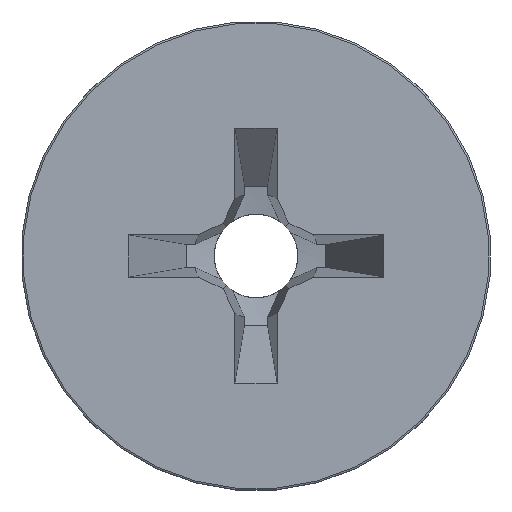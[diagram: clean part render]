
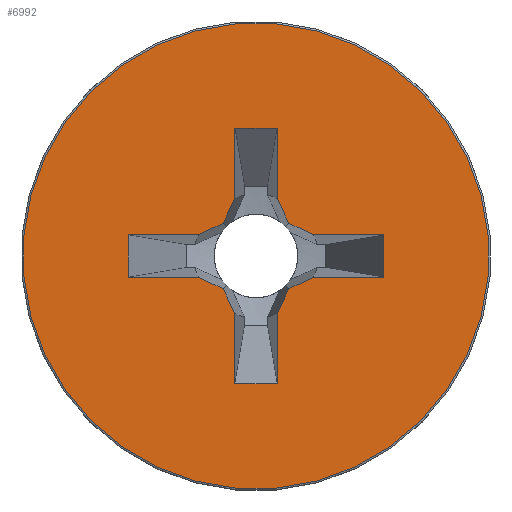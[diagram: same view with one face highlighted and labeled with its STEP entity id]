
A CAD part, left-side view. The second image highlights one B-rep face of the part: STEP entity #6992.
In plain terms, the highlighted planar face has unit normal (-1, 0, 0).
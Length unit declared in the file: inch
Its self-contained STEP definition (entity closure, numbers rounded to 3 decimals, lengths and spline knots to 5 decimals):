
#3776=CARTESIAN_POINT('',(0.,0.,0.));
#3777=DIRECTION('',(-1.,0.,0.));
#3778=DIRECTION('',(0.,1.,0.));
#3779=AXIS2_PLACEMENT_3D('',#3776,#3777,#3778);
#3781=CARTESIAN_POINT('',(0.,0.,0.));
#3782=DIRECTION('',(1.,0.,0.));
#3783=DIRECTION('',(0.,1.,0.));
#3784=AXIS2_PLACEMENT_3D('',#3781,#3782,#3783);
#3786=DIRECTION('',(0.,-0.707,-0.707));
#3787=VECTOR('',#3786,0.01833);
#3788=CARTESIAN_POINT('',(0.,0.04537,-0.03241));
#3789=LINE('',#3788,#3787);
#3790=DIRECTION('',(0.,0.707,-0.707));
#3791=VECTOR('',#3790,0.03028);
#3792=CARTESIAN_POINT('',(0.,0.011,-0.02396));
#3793=LINE('',#3792,#3791);
#3794=DIRECTION('',(0.,0.94,-0.342));
#3795=VECTOR('',#3794,0.01171);
#3796=CARTESIAN_POINT('',(0.,0.,-0.01996));
#3797=LINE('',#3796,#3795);
#3798=DIRECTION('',(0.,0.94,0.342));
#3799=VECTOR('',#3798,0.01171);
#3800=CARTESIAN_POINT('',(0.,-0.011,-0.02396));
#3801=LINE('',#3800,#3799);
#3802=DIRECTION('',(0.,-0.707,-0.707));
#3803=VECTOR('',#3802,0.03028);
#3804=CARTESIAN_POINT('',(0.,-0.011,-0.02396));
#3805=LINE('',#3804,#3803);
#3806=DIRECTION('',(0.,0.707,-0.707));
#3807=VECTOR('',#3806,0.01833);
#3808=CARTESIAN_POINT('',(0.,-0.04537,-0.03241));
#3809=LINE('',#3808,#3807);
#3810=DIRECTION('',(0.,-0.707,-0.707));
#3811=VECTOR('',#3810,0.03028);
#3812=CARTESIAN_POINT('',(0.,-0.02396,-0.011));
#3813=LINE('',#3812,#3811);
#3814=DIRECTION('',(0.,-0.342,-0.94));
#3815=VECTOR('',#3814,0.01171);
#3816=CARTESIAN_POINT('',(0.,-0.01996,0.));
#3817=LINE('',#3816,#3815);
#3818=DIRECTION('',(0.,0.342,-0.94));
#3819=VECTOR('',#3818,0.01171);
#3820=CARTESIAN_POINT('',(0.,-0.02396,0.011));
#3821=LINE('',#3820,#3819);
#3822=DIRECTION('',(0.,0.707,-0.707));
#3823=VECTOR('',#3822,0.03028);
#3824=CARTESIAN_POINT('',(0.,-0.04537,0.03241));
#3825=LINE('',#3824,#3823);
#3826=DIRECTION('',(0.,-0.707,-0.707));
#3827=VECTOR('',#3826,0.01833);
#3828=CARTESIAN_POINT('',(0.,-0.03241,0.04537));
#3829=LINE('',#3828,#3827);
#3830=DIRECTION('',(0.,0.707,-0.707));
#3831=VECTOR('',#3830,0.03028);
#3832=CARTESIAN_POINT('',(0.,-0.03241,0.04537));
#3833=LINE('',#3832,#3831);
#3834=DIRECTION('',(0.,-0.94,0.342));
#3835=VECTOR('',#3834,0.01171);
#3836=CARTESIAN_POINT('',(0.,0.,0.01996));
#3837=LINE('',#3836,#3835);
#3838=DIRECTION('',(0.,-0.94,-0.342));
#3839=VECTOR('',#3838,0.01171);
#3840=CARTESIAN_POINT('',(0.,0.011,0.02396));
#3841=LINE('',#3840,#3839);
#3842=DIRECTION('',(0.,-0.707,-0.707));
#3843=VECTOR('',#3842,0.03028);
#3844=CARTESIAN_POINT('',(0.,0.03241,0.04537));
#3845=LINE('',#3844,#3843);
#3846=DIRECTION('',(0.,0.707,-0.707));
#3847=VECTOR('',#3846,0.01833);
#3848=CARTESIAN_POINT('',(0.,0.03241,0.04537));
#3849=LINE('',#3848,#3847);
#3850=DIRECTION('',(0.,-0.707,-0.707));
#3851=VECTOR('',#3850,0.03028);
#3852=CARTESIAN_POINT('',(0.,0.04537,0.03241));
#3853=LINE('',#3852,#3851);
#3854=DIRECTION('',(0.,0.342,0.94));
#3855=VECTOR('',#3854,0.01171);
#3856=CARTESIAN_POINT('',(0.,0.01996,0.));
#3857=LINE('',#3856,#3855);
#3858=DIRECTION('',(0.,-0.342,0.94));
#3859=VECTOR('',#3858,0.01171);
#3860=CARTESIAN_POINT('',(0.,0.02396,-0.011));
#3861=LINE('',#3860,#3859);
#3862=DIRECTION('',(0.,0.707,-0.707));
#3863=VECTOR('',#3862,0.03028);
#3864=CARTESIAN_POINT('',(0.,0.02396,-0.011));
#3865=LINE('',#3864,#3863);
#5382=CARTESIAN_POINT('',(0.,0.04537,-0.03241));
#5383=CARTESIAN_POINT('',(0.,0.03241,-0.04537));
#5384=VERTEX_POINT('',#5382);
#5385=VERTEX_POINT('',#5383);
#5386=CARTESIAN_POINT('',(0.,0.02396,-0.011));
#5387=VERTEX_POINT('',#5386);
#5388=CARTESIAN_POINT('',(0.,0.01996,0.));
#5389=VERTEX_POINT('',#5388);
#5390=CARTESIAN_POINT('',(0.,0.02396,0.011));
#5391=VERTEX_POINT('',#5390);
#5392=CARTESIAN_POINT('',(0.,0.04537,0.03241));
#5393=VERTEX_POINT('',#5392);
#5394=CARTESIAN_POINT('',(0.,0.03241,0.04537));
#5395=VERTEX_POINT('',#5394);
#5396=CARTESIAN_POINT('',(0.,0.011,0.02396));
#5397=VERTEX_POINT('',#5396);
#5398=CARTESIAN_POINT('',(0.,0.,0.01996));
#5399=VERTEX_POINT('',#5398);
#5400=CARTESIAN_POINT('',(0.,-0.011,0.02396));
#5401=VERTEX_POINT('',#5400);
#5402=CARTESIAN_POINT('',(0.,-0.03241,0.04537));
#5403=VERTEX_POINT('',#5402);
#5404=CARTESIAN_POINT('',(0.,-0.04537,0.03241));
#5405=VERTEX_POINT('',#5404);
#5406=CARTESIAN_POINT('',(0.,-0.02396,0.011));
#5407=VERTEX_POINT('',#5406);
#5408=CARTESIAN_POINT('',(0.,-0.01996,0.));
#5409=VERTEX_POINT('',#5408);
#5410=CARTESIAN_POINT('',(0.,-0.02396,-0.011));
#5411=VERTEX_POINT('',#5410);
#5412=CARTESIAN_POINT('',(0.,-0.04537,-0.03241));
#5413=VERTEX_POINT('',#5412);
#5414=CARTESIAN_POINT('',(0.,-0.03241,-0.04537));
#5415=VERTEX_POINT('',#5414);
#5416=CARTESIAN_POINT('',(0.,-0.011,-0.02396));
#5417=VERTEX_POINT('',#5416);
#5418=CARTESIAN_POINT('',(0.,0.,-0.01996));
#5419=VERTEX_POINT('',#5418);
#5420=CARTESIAN_POINT('',(0.,0.011,-0.02396));
#5421=VERTEX_POINT('',#5420);
#5459=CARTESIAN_POINT('',(0.,0.10021,0.));
#5460=VERTEX_POINT('',#5459);
#5461=CARTESIAN_POINT('',(0.,-0.10021,0.));
#5462=VERTEX_POINT('',#5461);
#6941=CARTESIAN_POINT('',(0.,0.,0.));
#6942=DIRECTION('',(1.,0.,0.));
#6943=DIRECTION('',(0.,-1.,0.));
#6944=AXIS2_PLACEMENT_3D('',#6941,#6942,#6943);
#6945=PLANE('',#6944);
#6946=ORIENTED_EDGE('',*,*,#6934,.F.);
#6947=ORIENTED_EDGE('',*,*,#6923,.T.);
#6948=EDGE_LOOP('',(#6946,#6947));
#6949=FACE_OUTER_BOUND('',#6948,.F.);
#6951=ORIENTED_EDGE('',*,*,#6950,.T.);
#6953=ORIENTED_EDGE('',*,*,#6952,.F.);
#6955=ORIENTED_EDGE('',*,*,#6954,.F.);
#6957=ORIENTED_EDGE('',*,*,#6956,.F.);
#6959=ORIENTED_EDGE('',*,*,#6958,.T.);
#6961=ORIENTED_EDGE('',*,*,#6960,.F.);
#6963=ORIENTED_EDGE('',*,*,#6962,.F.);
#6965=ORIENTED_EDGE('',*,*,#6964,.F.);
#6967=ORIENTED_EDGE('',*,*,#6966,.F.);
#6969=ORIENTED_EDGE('',*,*,#6968,.F.);
#6971=ORIENTED_EDGE('',*,*,#6970,.F.);
#6973=ORIENTED_EDGE('',*,*,#6972,.T.);
#6975=ORIENTED_EDGE('',*,*,#6974,.F.);
#6977=ORIENTED_EDGE('',*,*,#6976,.F.);
#6979=ORIENTED_EDGE('',*,*,#6978,.F.);
#6981=ORIENTED_EDGE('',*,*,#6980,.T.);
#6983=ORIENTED_EDGE('',*,*,#6982,.T.);
#6985=ORIENTED_EDGE('',*,*,#6984,.F.);
#6987=ORIENTED_EDGE('',*,*,#6986,.F.);
#6989=ORIENTED_EDGE('',*,*,#6988,.T.);
#6990=EDGE_LOOP('',(#6951,#6953,#6955,#6957,#6959,#6961,#6963,#6965,#6967,#6969,
#6971,#6973,#6975,#6977,#6979,#6981,#6983,#6985,#6987,#6989));
#6991=FACE_BOUND('',#6990,.F.);
#3780=CIRCLE('',#3779,0.10021);
#3785=CIRCLE('',#3784,0.10021);
#6923=EDGE_CURVE('',#5460,#5462,#3785,.T.);
#6934=EDGE_CURVE('',#5460,#5462,#3780,.T.);
#6950=EDGE_CURVE('',#5384,#5385,#3789,.T.);
#6952=EDGE_CURVE('',#5421,#5385,#3793,.T.);
#6954=EDGE_CURVE('',#5419,#5421,#3797,.T.);
#6956=EDGE_CURVE('',#5417,#5419,#3801,.T.);
#6958=EDGE_CURVE('',#5417,#5415,#3805,.T.);
#6960=EDGE_CURVE('',#5413,#5415,#3809,.T.);
#6962=EDGE_CURVE('',#5411,#5413,#3813,.T.);
#6964=EDGE_CURVE('',#5409,#5411,#3817,.T.);
#6966=EDGE_CURVE('',#5407,#5409,#3821,.T.);
#6968=EDGE_CURVE('',#5405,#5407,#3825,.T.);
#6970=EDGE_CURVE('',#5403,#5405,#3829,.T.);
#6972=EDGE_CURVE('',#5403,#5401,#3833,.T.);
#6974=EDGE_CURVE('',#5399,#5401,#3837,.T.);
#6976=EDGE_CURVE('',#5397,#5399,#3841,.T.);
#6978=EDGE_CURVE('',#5395,#5397,#3845,.T.);
#6980=EDGE_CURVE('',#5395,#5393,#3849,.T.);
#6982=EDGE_CURVE('',#5393,#5391,#3853,.T.);
#6984=EDGE_CURVE('',#5389,#5391,#3857,.T.);
#6986=EDGE_CURVE('',#5387,#5389,#3861,.T.);
#6988=EDGE_CURVE('',#5387,#5384,#3865,.T.);
#6992=ADVANCED_FACE('',(#6949,#6991),#6945,.F.);
